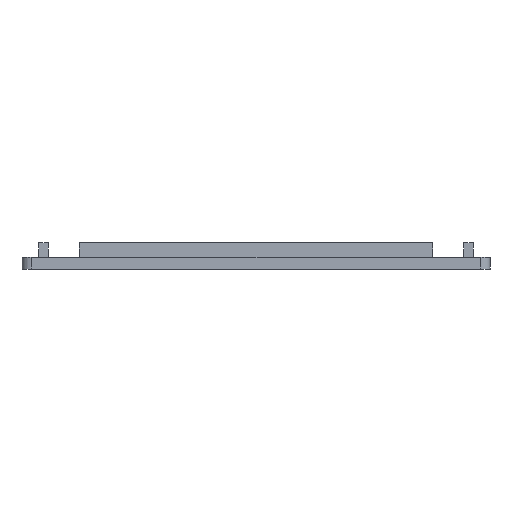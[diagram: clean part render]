
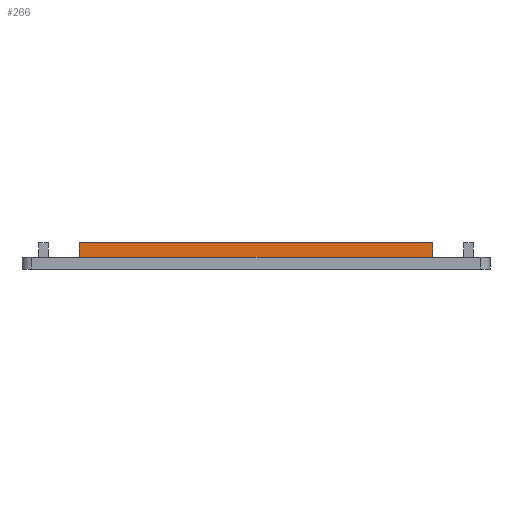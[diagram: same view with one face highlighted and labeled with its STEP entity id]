
A CAD part, left-side view. The second image highlights one B-rep face of the part: STEP entity #266.
In plain terms, the highlighted planar face has unit normal (-1, 0, 0).
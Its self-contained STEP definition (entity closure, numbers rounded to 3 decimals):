
#208 = VECTOR ( 'NONE', #353, 1000. ) ;
#210 = DIRECTION ( 'NONE',  ( 0., -1., 0. ) ) ;
#266 = ADVANCED_FACE ( 'NONE', ( #6273 ), #1516, .F. ) ;
#353 = DIRECTION ( 'NONE',  ( 0., -1., 0. ) ) ;
#424 = DIRECTION ( 'NONE',  ( 0., 1., 0. ) ) ;
#662 = EDGE_LOOP ( 'NONE', ( #7292, #7391, #3769, #749 ) ) ;
#686 = VERTEX_POINT ( 'NONE', #1843 ) ;
#749 = ORIENTED_EDGE ( 'NONE', *, *, #7047, .T. ) ;
#954 = CARTESIAN_POINT ( 'NONE',  ( 3.5, -12., 2.5 ) ) ;
#967 = DIRECTION ( 'NONE',  ( 1., 0., 0. ) ) ;
#1042 = DIRECTION ( 'NONE',  ( 0., 0., -1. ) ) ;
#1095 = DIRECTION ( 'NONE',  ( 0., 0., -1. ) ) ;
#1516 = PLANE ( 'NONE',  #3427 ) ;
#1843 = CARTESIAN_POINT ( 'NONE',  ( 3.5, -86., 5.5 ) ) ;
#1980 = CARTESIAN_POINT ( 'NONE',  ( 3.5, -12., 5.5 ) ) ;
#2250 = VECTOR ( 'NONE', #1042, 1000. ) ;
#2300 = VERTEX_POINT ( 'NONE', #954 ) ;
#2446 = LINE ( 'NONE', #6408, #4551 ) ;
#2663 = EDGE_CURVE ( 'NONE', #5829, #686, #6686, .T. ) ;
#2766 = CARTESIAN_POINT ( 'NONE',  ( 3.5, -12., 2.5 ) ) ;
#3427 = AXIS2_PLACEMENT_3D ( 'NONE', #3875, #967, #424 ) ;
#3769 = ORIENTED_EDGE ( 'NONE', *, *, #2663, .F. ) ;
#3875 = CARTESIAN_POINT ( 'NONE',  ( 3.5, -12., 5.5 ) ) ;
#3942 = CARTESIAN_POINT ( 'NONE',  ( 3.5, -86., 5.5 ) ) ;
#4232 = CARTESIAN_POINT ( 'NONE',  ( 3.5, -86., 2.5 ) ) ;
#4322 = EDGE_CURVE ( 'NONE', #686, #4942, #5088, .T. ) ;
#4551 = VECTOR ( 'NONE', #1095, 1000. ) ;
#4942 = VERTEX_POINT ( 'NONE', #4232 ) ;
#5088 = LINE ( 'NONE', #3942, #2250 ) ;
#5574 = CARTESIAN_POINT ( 'NONE',  ( 3.5, -12., 5.5 ) ) ;
#5829 = VERTEX_POINT ( 'NONE', #1980 ) ;
#6273 = FACE_OUTER_BOUND ( 'NONE', #662, .T. ) ;
#6367 = LINE ( 'NONE', #2766, #208 ) ;
#6408 = CARTESIAN_POINT ( 'NONE',  ( 3.5, -12., 5.5 ) ) ;
#6686 = LINE ( 'NONE', #5574, #6951 ) ;
#6903 = EDGE_CURVE ( 'NONE', #2300, #4942, #6367, .T. ) ;
#6951 = VECTOR ( 'NONE', #210, 1000. ) ;
#7047 = EDGE_CURVE ( 'NONE', #5829, #2300, #2446, .T. ) ;
#7292 = ORIENTED_EDGE ( 'NONE', *, *, #6903, .T. ) ;
#7391 = ORIENTED_EDGE ( 'NONE', *, *, #4322, .F. ) ;
